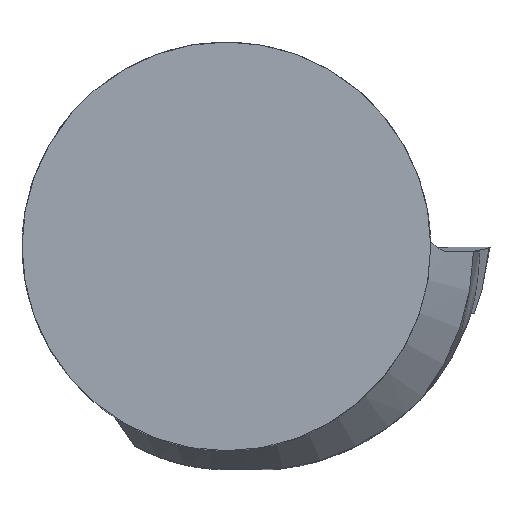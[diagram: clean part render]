
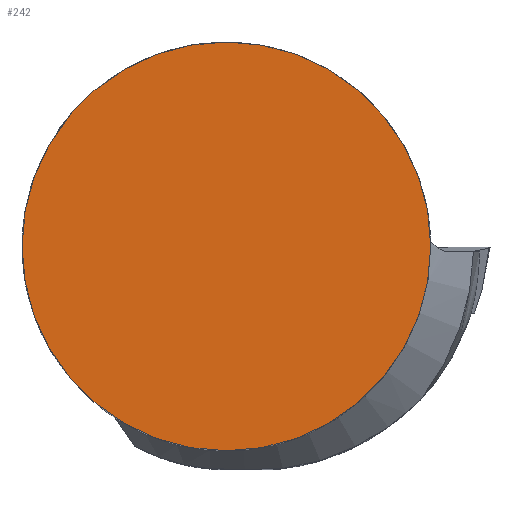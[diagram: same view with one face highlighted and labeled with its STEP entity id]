
A CAD part, top view. The second image highlights one B-rep face of the part: STEP entity #242.
In plain terms, the highlighted planar face has unit normal (0, 0, 1).
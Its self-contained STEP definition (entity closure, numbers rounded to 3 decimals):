
#141=PLANE('',#759);
#242=ADVANCED_FACE('',(#281),#141,.T.);
#281=FACE_OUTER_BOUND('',#316,.T.);
#316=EDGE_LOOP('',(#467));
#342=CIRCLE('',#735,10.);
#467=ORIENTED_EDGE('',*,*,#606,.T.);
#547=VERTEX_POINT('',#1157);
#606=EDGE_CURVE('',#547,#547,#342,.T.);
#735=AXIS2_PLACEMENT_3D('',#1156,#832,#833);
#759=AXIS2_PLACEMENT_3D('',#1223,#888,#889);
#832=DIRECTION('',(0.,0.,1.));
#833=DIRECTION('',(1.,0.,0.));
#888=DIRECTION('',(0.,0.,1.));
#889=DIRECTION('',(1.,0.,0.));
#1156=CARTESIAN_POINT('',(0.,0.,0.));
#1157=CARTESIAN_POINT('',(10.,0.,0.));
#1223=CARTESIAN_POINT('',(0.,0.,0.));
